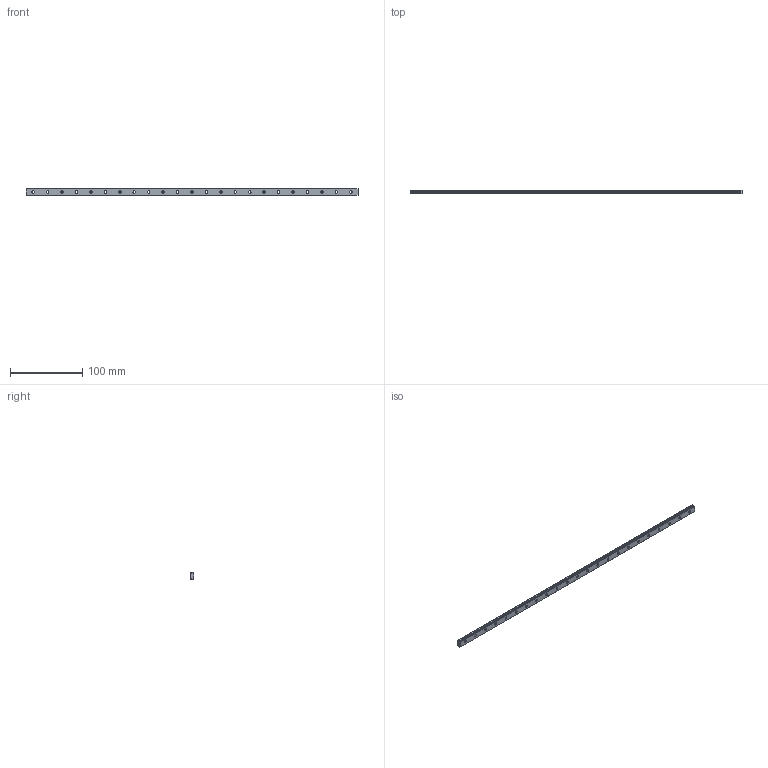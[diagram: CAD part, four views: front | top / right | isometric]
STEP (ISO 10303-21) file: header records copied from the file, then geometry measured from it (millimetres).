
FILE_DESCRIPTION (( 'STEP AP214' ), '1' );
FILE_NAME ('SRS9XGMSS-460LM_G10_0_0_0_0_0_1.STEP', '2021-08-13T09:22:26', ( '' ), ( '' ), 'SwSTEP 2.0', 'SolidWorks 2021', '' );
FILE_SCHEMA (( 'AUTOMOTIVE_DESIGN' ));
Length unit declared in the file: millimetre
Products named in the file (2): SRS9XGMSS-460LM_G10_0_0_0_0_0_1; _SRS9XGM46010 Track
Assembly tree (1 placements, depth 2):
  SRS9XGMSS-460LM_G10_0_0_0_0_0_1
    _SRS9XGM46010 Track
Bounding box: 460 x 5.5 x 9 mm (x, y, z)
Volume: 18331.5 mm3; surface area: 14860.9 mm2
Topology: 1 solids, 1 shells, 144 faces, 357 edges, 238 vertices
Faces by surface type: cylinder 105, plane 39
Entity records: 4549 total; most frequent: DIRECTION 863, CARTESIAN_POINT 743, ORIENTED_EDGE 714, AXIS2_PLACEMENT_3D 358, EDGE_CURVE 357, VERTEX_POINT 238, EDGE_LOOP 213, CIRCLE 210
